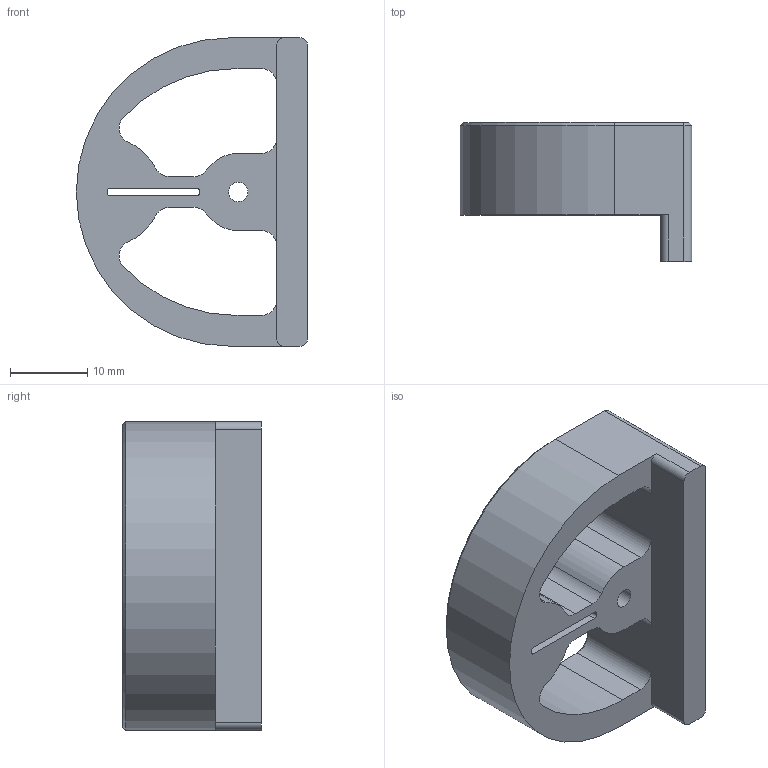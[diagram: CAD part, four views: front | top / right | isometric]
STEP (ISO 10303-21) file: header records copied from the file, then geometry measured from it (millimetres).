
FILE_DESCRIPTION(/* description */ (''),/* implementation_level */ '2;1');
FILE_NAME(/* name */ 'B-Bed_Drill_Guide_Left-F.stp',/* time_stamp */ '2020-10-15T15:39:45-07:00',/* author */ (''),/* organization */ (''),/* preprocessor_version */ 'ST-DEVELOPER v18.1',/* originating_system */ 'Autodesk Translation Framework v9.3.0.1241',/* authorisation */ '');
FILE_SCHEMA (('AUTOMOTIVE_DESIGN { 1 0 10303 214 3 1 1 }'));
Length unit declared in the file: millimetre
Products named in the file (1): Middle Left
Bounding box: 30 x 18 x 40 mm (x, y, z)
Volume: 8037.8 mm3; surface area: 4867.1 mm2
Topology: 1 solids, 1 shells, 82 faces, 207 edges, 125 vertices
Faces by surface type: plane 30, cylinder 27, cone 25
Full cylindrical faces by diameter (mm): 2.5 x1
Entity records: 2494 total; most frequent: DIRECTION 452, CARTESIAN_POINT 415, ORIENTED_EDGE 414, EDGE_CURVE 207, AXIS2_PLACEMENT_3D 162, LINE 128, VECTOR 128, VERTEX_POINT 125
